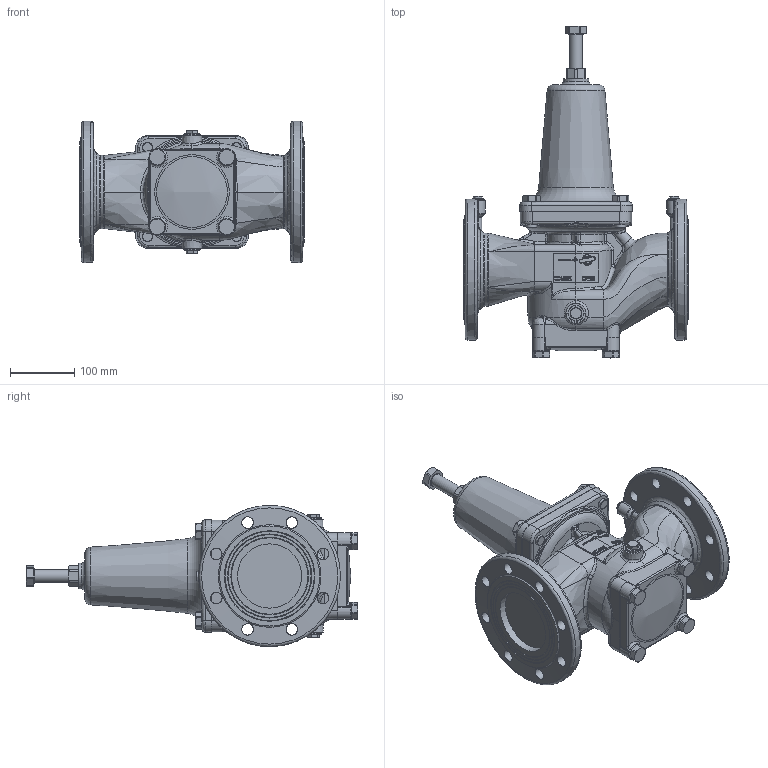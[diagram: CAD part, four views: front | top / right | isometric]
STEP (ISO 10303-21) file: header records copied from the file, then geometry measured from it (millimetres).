
FILE_DESCRIPTION(/* description */ (''),/* implementation_level */ '2;1');
FILE_NAME(/* name */ '060210.stp',/* time_stamp */ '2019-11-06T15:41:50+01:00',/* author */ ('gninka'),/* organization */ (''),/* preprocessor_version */ 'ST-DEVELOPER v18',/* originating_system */ 'Autodesk Inventor 2020',/* authorisation */ '');
FILE_SCHEMA (('AUTOMOTIVE_DESIGN { 1 0 10303 214 3 1 1 }'));
Length unit declared in the file: millimetre
Products named in the file (1): 060210_step
Bounding box: 350 x 516.9 x 220 mm (x, y, z)
Volume: 9129593.2 mm3; surface area: 485667.1 mm2
Topology: 1 solids, 1 shells, 2418 faces, 5788 edges, 3363 vertices
Faces by surface type: bspline 1197, cylinder 532, plane 359, torus 119, cone 118, sphere 93
Full cylindrical faces by diameter (mm): 5 x1, 16 x4, 16.5 x2, 18 x20, 20 x3, 22 x1, 25 x2, 26 x4, 40 x1, 100 x2, 114 x1, 220 x2
Entity records: 121006 total; most frequent: CARTESIAN_POINT 72600, ORIENTED_EDGE 11406, DIRECTION 7855, EDGE_CURVE 5703, VERTEX_POINT 3363, AXIS2_PLACEMENT_3D 3233, EDGE_LOOP 2526, FACE_OUTER_BOUND 2418
